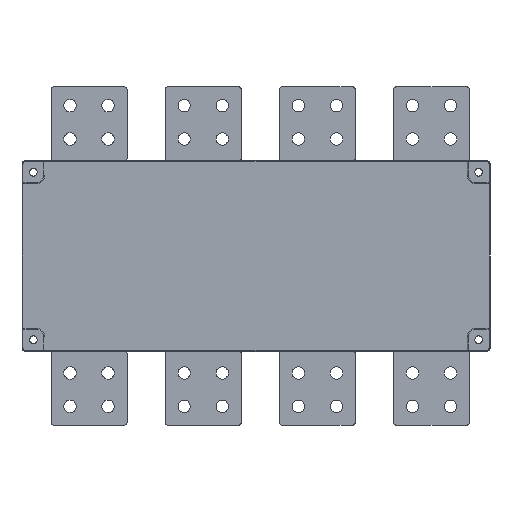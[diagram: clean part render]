
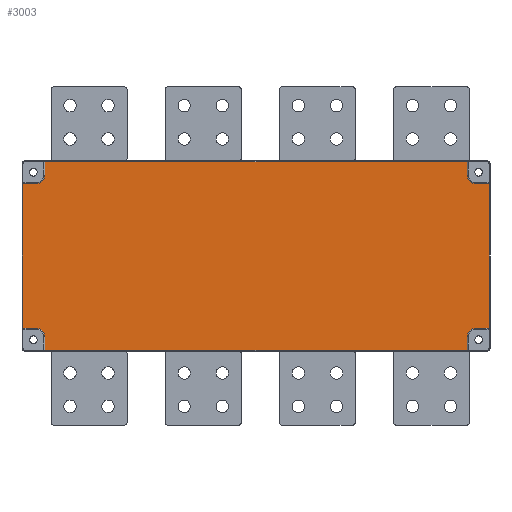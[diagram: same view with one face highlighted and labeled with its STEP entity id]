
A CAD part, front view. The second image highlights one B-rep face of the part: STEP entity #3003.
In plain terms, the highlighted planar face has unit normal (0, -1, 0).
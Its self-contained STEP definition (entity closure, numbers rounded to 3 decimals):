
#11=CARTESIAN_POINT('',(-164.,0.,-99.));
#13=DIRECTION('',(1.,0.,0.));
#14=VECTOR('',#13,444.);
#15=CARTESIAN_POINT('',(-164.,0.,-99.));
#16=LINE('',#15,#14);
#105=DIRECTION('',(0.,0.,1.));
#106=VECTOR('',#105,14.);
#107=CARTESIAN_POINT('',(280.,0.,-99.));
#108=LINE('',#107,#106);
#109=DIRECTION('',(0.,0.,1.));
#110=VECTOR('',#109,14.);
#111=CARTESIAN_POINT('',(-164.,0.,-99.));
#112=LINE('',#111,#110);
#113=CARTESIAN_POINT('',(-173.,0.,-85.));
#114=DIRECTION('',(0.,-1.,0.));
#115=DIRECTION('',(1.,0.,0.));
#116=AXIS2_PLACEMENT_3D('',#113,#114,#115);
#118=DIRECTION('',(1.,0.,0.));
#119=VECTOR('',#118,14.);
#120=CARTESIAN_POINT('',(-187.,0.,76.));
#121=LINE('',#120,#119);
#122=CARTESIAN_POINT('',(-173.,0.,85.));
#123=DIRECTION('',(0.,-1.,0.));
#124=DIRECTION('',(0.,0.,-1.));
#125=AXIS2_PLACEMENT_3D('',#122,#123,#124);
#127=CARTESIAN_POINT('',(289.,0.,85.));
#128=DIRECTION('',(0.,-1.,0.));
#129=DIRECTION('',(-1.,0.,0.));
#130=AXIS2_PLACEMENT_3D('',#127,#128,#129);
#132=DIRECTION('',(1.,0.,0.));
#133=VECTOR('',#132,14.);
#134=CARTESIAN_POINT('',(289.,0.,76.));
#135=LINE('',#134,#133);
#136=CARTESIAN_POINT('',(289.,0.,-85.));
#137=DIRECTION('',(0.,-1.,0.));
#138=DIRECTION('',(0.,0.,1.));
#139=AXIS2_PLACEMENT_3D('',#136,#137,#138);
#177=DIRECTION('',(1.,0.,0.));
#178=VECTOR('',#177,14.);
#179=CARTESIAN_POINT('',(-187.,0.,-76.));
#180=LINE('',#179,#178);
#1155=DIRECTION('',(0.,0.,1.));
#1156=VECTOR('',#1155,152.);
#1157=CARTESIAN_POINT('',(303.,0.,-76.));
#1158=LINE('',#1157,#1156);
#1179=DIRECTION('',(1.,0.,0.));
#1180=VECTOR('',#1179,14.);
#1181=CARTESIAN_POINT('',(289.,0.,-76.));
#1182=LINE('',#1181,#1180);
#1372=DIRECTION('',(0.,0.,1.));
#1373=VECTOR('',#1372,14.);
#1374=CARTESIAN_POINT('',(280.,0.,85.));
#1375=LINE('',#1374,#1373);
#1396=DIRECTION('',(-1.,0.,0.));
#1397=VECTOR('',#1396,444.);
#1398=CARTESIAN_POINT('',(280.,0.,99.));
#1399=LINE('',#1398,#1397);
#1730=DIRECTION('',(0.,0.,-1.));
#1731=VECTOR('',#1730,14.);
#1732=CARTESIAN_POINT('',(-164.,0.,99.));
#1733=LINE('',#1732,#1731);
#1785=DIRECTION('',(0.,0.,-1.));
#1786=VECTOR('',#1785,152.);
#1787=CARTESIAN_POINT('',(-187.,0.,76.));
#1788=LINE('',#1787,#1786);
#2225=VERTEX_POINT('',#11);
#2226=CARTESIAN_POINT('',(280.,0.,-99.));
#2227=VERTEX_POINT('',#2226);
#2298=CARTESIAN_POINT('',(280.,0.,-85.));
#2299=VERTEX_POINT('',#2298);
#2302=CARTESIAN_POINT('',(-164.,0.,-85.));
#2303=VERTEX_POINT('',#2302);
#2304=CARTESIAN_POINT('',(-173.,0.,-76.));
#2305=VERTEX_POINT('',#2304);
#2306=CARTESIAN_POINT('',(-187.,0.,-76.));
#2307=VERTEX_POINT('',#2306);
#2308=CARTESIAN_POINT('',(-187.,0.,76.));
#2309=VERTEX_POINT('',#2308);
#2310=CARTESIAN_POINT('',(-173.,0.,76.));
#2311=VERTEX_POINT('',#2310);
#2312=CARTESIAN_POINT('',(-164.,0.,85.));
#2313=VERTEX_POINT('',#2312);
#2314=CARTESIAN_POINT('',(-164.,0.,99.));
#2315=VERTEX_POINT('',#2314);
#2316=CARTESIAN_POINT('',(280.,0.,99.));
#2317=VERTEX_POINT('',#2316);
#2318=CARTESIAN_POINT('',(280.,0.,85.));
#2319=VERTEX_POINT('',#2318);
#2320=CARTESIAN_POINT('',(289.,0.,76.));
#2321=VERTEX_POINT('',#2320);
#2322=CARTESIAN_POINT('',(303.,0.,76.));
#2323=VERTEX_POINT('',#2322);
#2324=CARTESIAN_POINT('',(303.,0.,-76.));
#2325=VERTEX_POINT('',#2324);
#2326=CARTESIAN_POINT('',(289.,0.,-76.));
#2327=VERTEX_POINT('',#2326);
#2966=CARTESIAN_POINT('',(0.,0.,0.));
#2967=DIRECTION('',(0.,1.,0.));
#2968=DIRECTION('',(1.,0.,0.));
#2969=AXIS2_PLACEMENT_3D('',#2966,#2967,#2968);
#2970=PLANE('',#2969);
#2971=ORIENTED_EDGE('',*,*,#2851,.F.);
#2973=ORIENTED_EDGE('',*,*,#2972,.T.);
#2975=ORIENTED_EDGE('',*,*,#2974,.T.);
#2977=ORIENTED_EDGE('',*,*,#2976,.F.);
#2979=ORIENTED_EDGE('',*,*,#2978,.F.);
#2981=ORIENTED_EDGE('',*,*,#2980,.T.);
#2983=ORIENTED_EDGE('',*,*,#2982,.T.);
#2985=ORIENTED_EDGE('',*,*,#2984,.F.);
#2987=ORIENTED_EDGE('',*,*,#2986,.F.);
#2989=ORIENTED_EDGE('',*,*,#2988,.F.);
#2991=ORIENTED_EDGE('',*,*,#2990,.T.);
#2993=ORIENTED_EDGE('',*,*,#2992,.T.);
#2995=ORIENTED_EDGE('',*,*,#2994,.F.);
#2997=ORIENTED_EDGE('',*,*,#2996,.F.);
#2999=ORIENTED_EDGE('',*,*,#2998,.T.);
#3000=ORIENTED_EDGE('',*,*,#2957,.F.);
#3001=EDGE_LOOP('',(#2971,#2973,#2975,#2977,#2979,#2981,#2983,#2985,#2987,#2989,
#2991,#2993,#2995,#2997,#2999,#3000));
#3002=FACE_OUTER_BOUND('',#3001,.F.);
#117=CIRCLE('',#116,9.);
#126=CIRCLE('',#125,9.);
#131=CIRCLE('',#130,9.);
#140=CIRCLE('',#139,9.);
#2851=EDGE_CURVE('',#2225,#2227,#16,.T.);
#2957=EDGE_CURVE('',#2227,#2299,#108,.T.);
#2972=EDGE_CURVE('',#2225,#2303,#112,.T.);
#2974=EDGE_CURVE('',#2303,#2305,#117,.T.);
#2976=EDGE_CURVE('',#2307,#2305,#180,.T.);
#2978=EDGE_CURVE('',#2309,#2307,#1788,.T.);
#2980=EDGE_CURVE('',#2309,#2311,#121,.T.);
#2982=EDGE_CURVE('',#2311,#2313,#126,.T.);
#2984=EDGE_CURVE('',#2315,#2313,#1733,.T.);
#2986=EDGE_CURVE('',#2317,#2315,#1399,.T.);
#2988=EDGE_CURVE('',#2319,#2317,#1375,.T.);
#2990=EDGE_CURVE('',#2319,#2321,#131,.T.);
#2992=EDGE_CURVE('',#2321,#2323,#135,.T.);
#2994=EDGE_CURVE('',#2325,#2323,#1158,.T.);
#2996=EDGE_CURVE('',#2327,#2325,#1182,.T.);
#2998=EDGE_CURVE('',#2327,#2299,#140,.T.);
#3003=ADVANCED_FACE('',(#3002),#2970,.F.);
